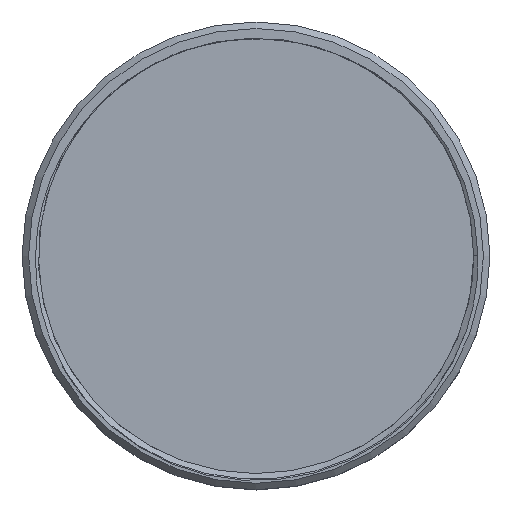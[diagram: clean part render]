
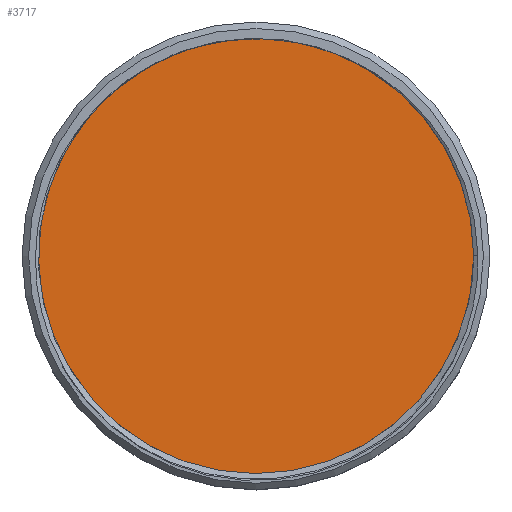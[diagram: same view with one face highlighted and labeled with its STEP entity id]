
A CAD part, top view. The second image highlights one B-rep face of the part: STEP entity #3717.
In plain terms, the highlighted planar face has unit normal (0, 0, 1).
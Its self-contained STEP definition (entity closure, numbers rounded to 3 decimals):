
#3403 = CYLINDRICAL_SURFACE('',#3404,33.5);
#3404 = AXIS2_PLACEMENT_3D('',#3405,#3406,#3407);
#3405 = CARTESIAN_POINT('',(0.,0.,-30.));
#3406 = DIRECTION('',(0.,0.,-1.));
#3407 = DIRECTION('',(1.,0.,0.));
#3640 = VERTEX_POINT('',#3641);
#3641 = CARTESIAN_POINT('',(33.5,0.,-48.));
#3662 = EDGE_CURVE('',#3640,#3640,#3663,.T.);
#3663 = SURFACE_CURVE('',#3664,(#3669,#3676),.PCURVE_S1.);
#3664 = CIRCLE('',#3665,33.5);
#3665 = AXIS2_PLACEMENT_3D('',#3666,#3667,#3668);
#3666 = CARTESIAN_POINT('',(0.,0.,-48.));
#3667 = DIRECTION('',(0.,0.,-1.));
#3668 = DIRECTION('',(1.,0.,0.));
#3669 = PCURVE('',#3403,#3670);
#3670 = DEFINITIONAL_REPRESENTATION('',(#3671),#3675);
#3671 = LINE('',#3672,#3673);
#3672 = CARTESIAN_POINT('',(0.,18.));
#3673 = VECTOR('',#3674,1.);
#3674 = DIRECTION('',(1.,0.));
#3675 = ( GEOMETRIC_REPRESENTATION_CONTEXT(2) 
PARAMETRIC_REPRESENTATION_CONTEXT() REPRESENTATION_CONTEXT('2D SPACE',''
  ) );
#3676 = PCURVE('',#3677,#3682);
#3677 = PLANE('',#3678);
#3678 = AXIS2_PLACEMENT_3D('',#3679,#3680,#3681);
#3679 = CARTESIAN_POINT('',(0.,0.,-48.));
#3680 = DIRECTION('',(0.,0.,-1.));
#3681 = DIRECTION('',(1.,0.,0.));
#3682 = DEFINITIONAL_REPRESENTATION('',(#3683),#3687);
#3683 = CIRCLE('',#3684,33.5);
#3684 = AXIS2_PLACEMENT_2D('',#3685,#3686);
#3685 = CARTESIAN_POINT('',(0.,0.));
#3686 = DIRECTION('',(1.,0.));
#3687 = ( GEOMETRIC_REPRESENTATION_CONTEXT(2) 
PARAMETRIC_REPRESENTATION_CONTEXT() REPRESENTATION_CONTEXT('2D SPACE',''
  ) );
#3717 = ADVANCED_FACE('',(#3718),#3677,.F.);
#3718 = FACE_BOUND('',#3719,.F.);
#3719 = EDGE_LOOP('',(#3720));
#3720 = ORIENTED_EDGE('',*,*,#3662,.T.);
